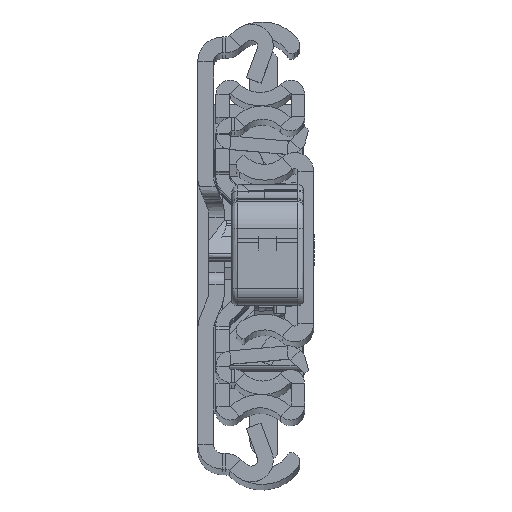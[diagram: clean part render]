
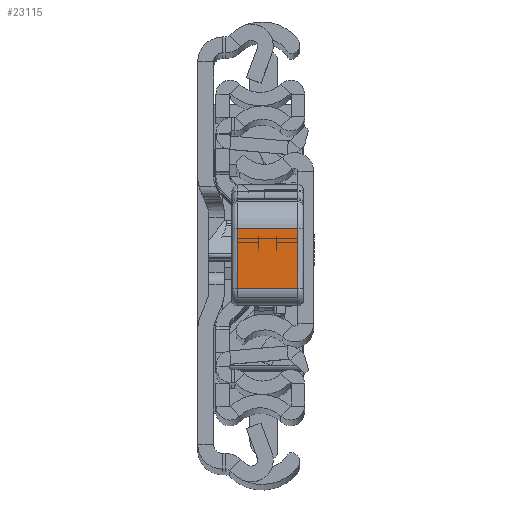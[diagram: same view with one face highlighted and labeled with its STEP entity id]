
A CAD part, top view. The second image highlights one B-rep face of the part: STEP entity #23115.
In plain terms, the highlighted face is planar.
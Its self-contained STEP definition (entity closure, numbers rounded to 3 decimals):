
#3401 = VERTEX_POINT ( 'NONE', #8124 ) ;
#3967 = EDGE_CURVE ( 'NONE', #18397, #14827, #26258, .T. ) ;
#4822 = ORIENTED_EDGE ( 'NONE', *, *, #15260, .T. ) ;
#5081 = EDGE_LOOP ( 'NONE', ( #31530, #14906, #34571, #4822 ) ) ;
#5082 = CARTESIAN_POINT ( 'NONE',  ( 39.55, -12.274, 11. ) ) ;
#5606 = DIRECTION ( 'NONE',  ( -0.027, -1., 0. ) ) ;
#6102 = VERTEX_POINT ( 'NONE', #21153 ) ;
#6251 = LINE ( 'NONE', #17381, #33934 ) ;
#7464 = EDGE_CURVE ( 'NONE', #6102, #18397, #22972, .T. ) ;
#7566 = DIRECTION ( 'NONE',  ( -0.027, -1., 0. ) ) ;
#8077 = DIRECTION ( 'NONE',  ( -1., 0.027, 0. ) ) ;
#8124 = CARTESIAN_POINT ( 'NONE',  ( 39.818, -2.465, 10. ) ) ;
#8720 = CARTESIAN_POINT ( 'NONE',  ( 39.55, -12.274, 11. ) ) ;
#9155 = VECTOR ( 'NONE', #26081, 1000. ) ;
#14827 = VERTEX_POINT ( 'NONE', #15546 ) ;
#14906 = ORIENTED_EDGE ( 'NONE', *, *, #3967, .T. ) ;
#15149 = CARTESIAN_POINT ( 'NONE',  ( 39.55, -12.274, 10. ) ) ;
#15260 = EDGE_CURVE ( 'NONE', #3401, #6102, #31581, .T. ) ;
#15546 = CARTESIAN_POINT ( 'NONE',  ( 39.818, -2.465, 0. ) ) ;
#17070 = EDGE_CURVE ( 'NONE', #14827, #3401, #6251, .T. ) ;
#17381 = CARTESIAN_POINT ( 'NONE',  ( 39.818, -2.465, 11. ) ) ;
#17782 = CARTESIAN_POINT ( 'NONE',  ( 39.55, -12.274, 0. ) ) ;
#18397 = VERTEX_POINT ( 'NONE', #29655 ) ;
#19273 = VECTOR ( 'NONE', #7566, 1000. ) ;
#19485 = DIRECTION ( 'NONE',  ( 0., 0., -1. ) ) ;
#21153 = CARTESIAN_POINT ( 'NONE',  ( 39.55, -12.274, 10. ) ) ;
#21321 = PLANE ( 'NONE',  #34219 ) ;
#22972 = LINE ( 'NONE', #8720, #23994 ) ;
#23115 = ADVANCED_FACE ( 'NONE', ( #32263 ), #21321, .F. ) ;
#23994 = VECTOR ( 'NONE', #19485, 1000. ) ;
#25491 = DIRECTION ( 'NONE',  ( 0., 0., 1. ) ) ;
#26081 = DIRECTION ( 'NONE',  ( 0.027, 1., 0. ) ) ;
#26258 = LINE ( 'NONE', #17782, #9155 ) ;
#29655 = CARTESIAN_POINT ( 'NONE',  ( 39.55, -12.274, 0. ) ) ;
#31530 = ORIENTED_EDGE ( 'NONE', *, *, #7464, .T. ) ;
#31581 = LINE ( 'NONE', #15149, #19273 ) ;
#32263 = FACE_OUTER_BOUND ( 'NONE', #5081, .T. ) ;
#33934 = VECTOR ( 'NONE', #25491, 1000. ) ;
#34219 = AXIS2_PLACEMENT_3D ( 'NONE', #5082, #8077, #5606 ) ;
#34571 = ORIENTED_EDGE ( 'NONE', *, *, #17070, .T. ) ;
